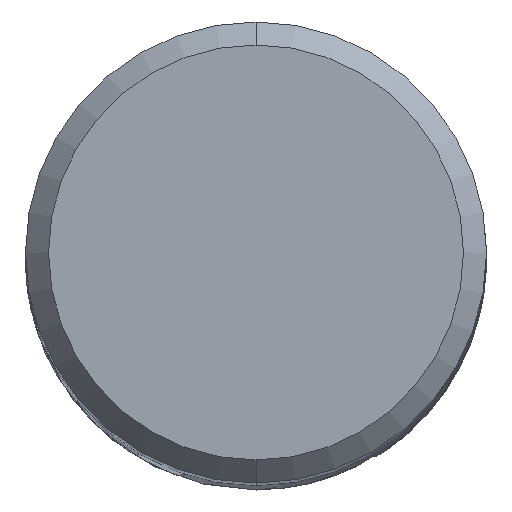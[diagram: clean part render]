
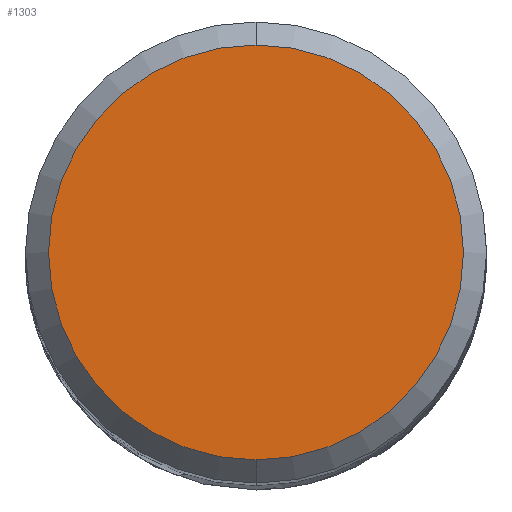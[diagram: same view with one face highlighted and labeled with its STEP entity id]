
A CAD part, top view. The second image highlights one B-rep face of the part: STEP entity #1303.
In plain terms, the highlighted planar face has unit normal (0, 0, 1).
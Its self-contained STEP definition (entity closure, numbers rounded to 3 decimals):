
#759=EDGE_CURVE('',#1379,#1415,#1918,.T.);
#1097=EDGE_CURVE('',#1415,#1379,#2286,.T.);
#1303=ADVANCED_FACE('',(#2509),#2510,.T.);
#1379=VERTEX_POINT('',#2593);
#1415=VERTEX_POINT('',#2632);
#1918=CIRCLE('',#4627,7.2);
#2286=CIRCLE('',#8484,7.2);
#2509=FACE_OUTER_BOUND('',#10405,.T.);
#2510=PLANE('',#10406);
#2593=CARTESIAN_POINT('',(0.0,7.2,0.0));
#2632=CARTESIAN_POINT('',(0.,-7.2,0.0));
#4627=AXIS2_PLACEMENT_3D('',#14443,#14444,#14445);
#8484=AXIS2_PLACEMENT_3D('',#14822,#14823,#14824);
#10405=EDGE_LOOP('',(#15053,#15054));
#10406=AXIS2_PLACEMENT_3D('',#15055,#15056,#15057);
#14443=CARTESIAN_POINT('',(0.0,0.0,0.0));
#14444=DIRECTION('',(0.0,0.0,-1.0));
#14445=DIRECTION('',(0.0,1.0,0.0));
#14822=CARTESIAN_POINT('',(0.0,0.0,0.0));
#14823=DIRECTION('',(0.0,0.0,-1.0));
#14824=DIRECTION('',(0.0,1.0,0.0));
#15053=ORIENTED_EDGE('',*,*,#759,.F.);
#15054=ORIENTED_EDGE('',*,*,#1097,.F.);
#15055=CARTESIAN_POINT('',(0.0,3.6,0.0));
#15056=DIRECTION('',(-0.0,0.0,1.0));
#15057=DIRECTION('',(0.0,-1.0,0.0));
